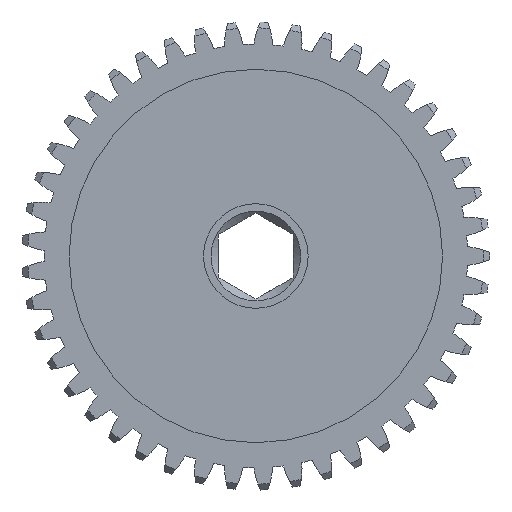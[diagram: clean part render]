
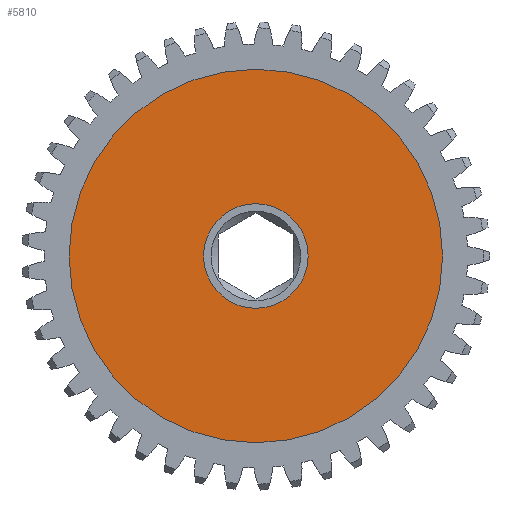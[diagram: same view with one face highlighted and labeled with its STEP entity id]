
A CAD part, left-side view. The second image highlights one B-rep face of the part: STEP entity #5810.
In plain terms, the highlighted planar face has unit normal (-1, 0, 0).
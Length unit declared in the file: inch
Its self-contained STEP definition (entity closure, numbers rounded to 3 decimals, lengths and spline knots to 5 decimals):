
#170 = EDGE_CURVE ( 'NONE', #4528, #4262, #9428, .T. ) ;
#416 = DIRECTION ( 'NONE',  ( 0., 0., 1. ) ) ;
#512 = FACE_BOUND ( 'NONE', #9088, .T. ) ;
#575 = CARTESIAN_POINT ( 'NONE',  ( 0.1375, 0., 0.2625 ) ) ;
#713 = AXIS2_PLACEMENT_3D ( 'NONE', #1850, #8268, #6783 ) ;
#1159 = DIRECTION ( 'NONE',  ( -1., 0., 0. ) ) ;
#1512 = CARTESIAN_POINT ( 'NONE',  ( 0.1375, 0., 0. ) ) ;
#1609 = ORIENTED_EDGE ( 'NONE', *, *, #3362, .T. ) ;
#1850 = CARTESIAN_POINT ( 'NONE',  ( 0.1375, 0., 0. ) ) ;
#1860 = CARTESIAN_POINT ( 'NONE',  ( 0.1375, 0., 0.9375 ) ) ;
#1929 = CARTESIAN_POINT ( 'NONE',  ( 0.1375, 0., 0. ) ) ;
#2539 = EDGE_CURVE ( 'NONE', #4307, #9258, #3925, .T. ) ;
#3342 = ORIENTED_EDGE ( 'NONE', *, *, #2539, .T. ) ;
#3362 = EDGE_CURVE ( 'NONE', #9258, #4307, #4264, .T. ) ;
#3807 = FACE_OUTER_BOUND ( 'NONE', #7625, .T. ) ;
#3925 = CIRCLE ( 'NONE', #713, 0.9375 ) ;
#4042 = EDGE_CURVE ( 'NONE', #4262, #4528, #8115, .T. ) ;
#4098 = AXIS2_PLACEMENT_3D ( 'NONE', #1512, #7265, #4840 ) ;
#4262 = VERTEX_POINT ( 'NONE', #7235 ) ;
#4264 = CIRCLE ( 'NONE', #4098, 0.9375 ) ;
#4307 = VERTEX_POINT ( 'NONE', #5110 ) ;
#4434 = DIRECTION ( 'NONE',  ( -1., 0., 0. ) ) ;
#4528 = VERTEX_POINT ( 'NONE', #575 ) ;
#4840 = DIRECTION ( 'NONE',  ( 0., 0., 1. ) ) ;
#4851 = AXIS2_PLACEMENT_3D ( 'NONE', #1929, #1159, #7651 ) ;
#5110 = CARTESIAN_POINT ( 'NONE',  ( 0.1375, 0., -0.9375 ) ) ;
#5215 = CARTESIAN_POINT ( 'NONE',  ( 0.1375, 0., 0. ) ) ;
#5383 = PLANE ( 'NONE',  #10275 ) ;
#5798 = ORIENTED_EDGE ( 'NONE', *, *, #4042, .F. ) ;
#5810 = ADVANCED_FACE ( 'NONE', ( #512, #3807 ), #5383, .T. ) ;
#6284 = CARTESIAN_POINT ( 'NONE',  ( 0.1375, 0., 0. ) ) ;
#6783 = DIRECTION ( 'NONE',  ( 0., 0., 1. ) ) ;
#7108 = ORIENTED_EDGE ( 'NONE', *, *, #170, .F. ) ;
#7235 = CARTESIAN_POINT ( 'NONE',  ( 0.1375, 0., -0.2625 ) ) ;
#7265 = DIRECTION ( 'NONE',  ( -1., 0., 0. ) ) ;
#7625 = EDGE_LOOP ( 'NONE', ( #1609, #3342 ) ) ;
#7651 = DIRECTION ( 'NONE',  ( 0., 0., 1. ) ) ;
#8115 = CIRCLE ( 'NONE', #8280, 0.2625 ) ;
#8268 = DIRECTION ( 'NONE',  ( -1., 0., 0. ) ) ;
#8280 = AXIS2_PLACEMENT_3D ( 'NONE', #6284, #4434, #416 ) ;
#8397 = DIRECTION ( 'NONE',  ( -1., 0., 0. ) ) ;
#9088 = EDGE_LOOP ( 'NONE', ( #5798, #7108 ) ) ;
#9258 = VERTEX_POINT ( 'NONE', #1860 ) ;
#9428 = CIRCLE ( 'NONE', #4851, 0.2625 ) ;
#10087 = DIRECTION ( 'NONE',  ( 0., 0., 1. ) ) ;
#10275 = AXIS2_PLACEMENT_3D ( 'NONE', #5215, #8397, #10087 ) ;
